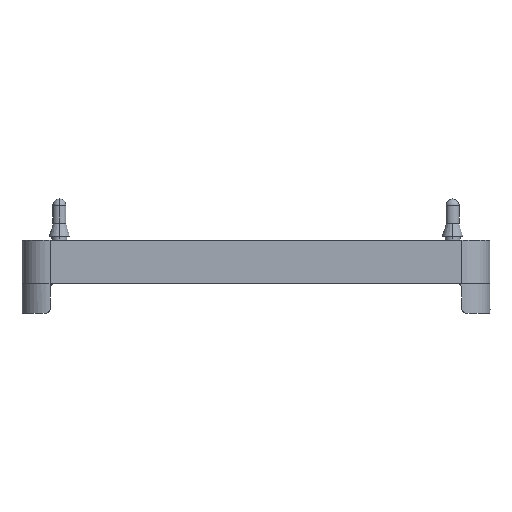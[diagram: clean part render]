
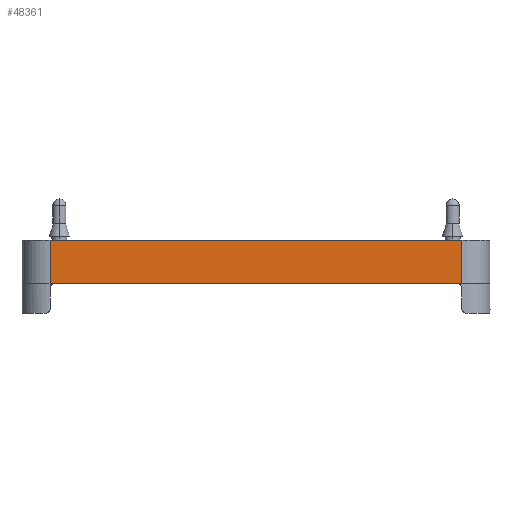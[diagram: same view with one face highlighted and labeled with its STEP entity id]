
A CAD part, left-side view. The second image highlights one B-rep face of the part: STEP entity #48361.
In plain terms, the highlighted planar face has unit normal (-1, 0, 0).
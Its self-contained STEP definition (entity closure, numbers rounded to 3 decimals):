
#1669=CARTESIAN_POINT('',(-62.5,54.961,-2.0));
#1670=VERTEX_POINT('',#1669);
#4150=CARTESIAN_POINT('',(-62.5,-54.961,-2.0));
#4151=VERTEX_POINT('',#4150);
#4159=CARTESIAN_POINT('',(-62.5,-54.961,-2.0));
#4160=DIRECTION('',(0.0,1.0,0.0));
#4161=VECTOR('',#4160,109.923);
#4162=LINE('',#4159,#4161);
#4163=EDGE_CURVE('',#4151,#1670,#4162,.T.);
#46914=CARTESIAN_POINT('',(-62.5,-55.,-2.0));
#46915=VERTEX_POINT('',#46914);
#46923=CARTESIAN_POINT('',(-62.5,-55.,-2.0));
#46924=DIRECTION('',(0.,1.0,0.0));
#46925=VECTOR('',#46924,0.039);
#46926=LINE('',#46923,#46925);
#46927=EDGE_CURVE('',#46915,#4151,#46926,.T.);
#46945=CARTESIAN_POINT('',(-62.5,55.0,-2.0));
#46946=VERTEX_POINT('',#46945);
#46964=CARTESIAN_POINT('',(-62.5,54.961,-2.0));
#46965=DIRECTION('',(0.,1.0,0.0));
#46966=VECTOR('',#46965,0.039);
#46967=LINE('',#46964,#46966);
#46968=EDGE_CURVE('',#1670,#46946,#46967,.T.);
#48329=CARTESIAN_POINT('',(-62.5,-55.,-2.0));
#48330=DIRECTION('',(-1.0,0.0,0.0));
#48331=DIRECTION('',(0.0,0.0,1.0));
#48332=AXIS2_PLACEMENT_3D('',#48329,#48330,#48331);
#48333=PLANE('',#48332);
#48334=CARTESIAN_POINT('',(-62.5,-55.,9.5));
#48335=VERTEX_POINT('',#48334);
#48336=CARTESIAN_POINT('',(-62.5,-55.,-2.0));
#48337=DIRECTION('',(0.0,0.0,1.0));
#48338=VECTOR('',#48337,11.5);
#48339=LINE('',#48336,#48338);
#48340=EDGE_CURVE('',#46915,#48335,#48339,.T.);
#48341=ORIENTED_EDGE('',*,*,#48340,.T.);
#48342=CARTESIAN_POINT('',(-62.5,55.0,9.5));
#48343=VERTEX_POINT('',#48342);
#48344=CARTESIAN_POINT('',(-62.5,-55.,9.5));
#48345=DIRECTION('',(0.0,1.0,0.0));
#48346=VECTOR('',#48345,110.);
#48347=LINE('',#48344,#48346);
#48348=EDGE_CURVE('',#48335,#48343,#48347,.T.);
#48349=ORIENTED_EDGE('',*,*,#48348,.T.);
#48350=CARTESIAN_POINT('',(-62.5,55.0,-2.0));
#48351=DIRECTION('',(0.0,0.0,1.0));
#48352=VECTOR('',#48351,11.5);
#48353=LINE('',#48350,#48352);
#48354=EDGE_CURVE('',#46946,#48343,#48353,.T.);
#48355=ORIENTED_EDGE('',*,*,#48354,.F.);
#48356=ORIENTED_EDGE('',*,*,#46968,.F.);
#48357=ORIENTED_EDGE('',*,*,#4163,.F.);
#48358=ORIENTED_EDGE('',*,*,#46927,.F.);
#48359=EDGE_LOOP('',(#48341,#48349,#48355,#48356,#48357,#48358));
#48360=FACE_OUTER_BOUND('',#48359,.T.);
#48361=ADVANCED_FACE('',(#48360),#48333,.T.);
